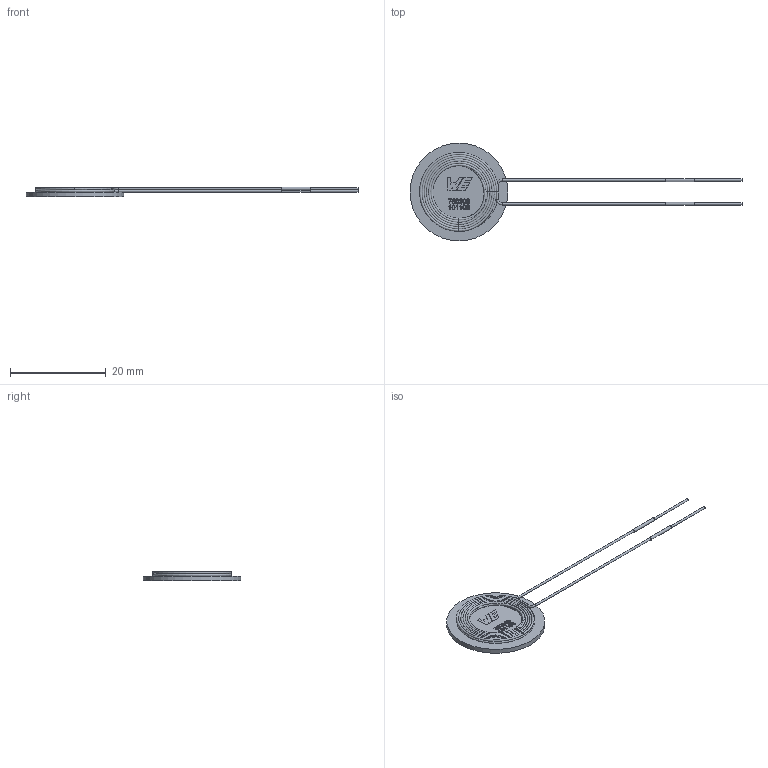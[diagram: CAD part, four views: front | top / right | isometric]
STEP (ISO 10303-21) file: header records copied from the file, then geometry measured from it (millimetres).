
FILE_DESCRIPTION(/* description */ ('Unknown'),/* implementation_level */ '2;1');
FILE_NAME(/* name */ '760308101106',/* time_stamp */ '2022-08-24T09:23:09+02:00',/* author */ ('Unknown'),/* organization */ ('Unknown'),/* preprocessor_version */ 'ST-DEVELOPER v16.7',/* originating_system */ 'Solid Edge',/* authorisation */ 'Unknown');
FILE_SCHEMA (('AUTOMOTIVE_DESIGN {1 0 10303 214 3 1 1}'));
Length unit declared in the file: millimetre
Products named in the file (3): 760308101106; Ferrite; Coil
Assembly tree (2 placements, depth 2):
  760308101106
    Ferrite
    Coil
Bounding box: 69.5 x 20.5 x 2.07 mm (x, y, z)
Volume: 429.6 mm3; surface area: 1598.4 mm2
Topology: 2 solids, 2 shells, 145 faces, 328 edges, 211 vertices
Faces by surface type: plane 80, bspline 41, torus 15, cylinder 9
Full cylindrical faces by diameter (mm): 0.45 x6, 0.61 x2, 20.5 x1
Entity records: 7349 total; most frequent: CARTESIAN_POINT 3610, ORIENTED_EDGE 540, DIRECTION 410, EDGE_CURVE 270, EDGE_LOOP 217, FACE_BOUND 217, VERTEX_POINT 201, AXIS2_PLACEMENT_3D 146
